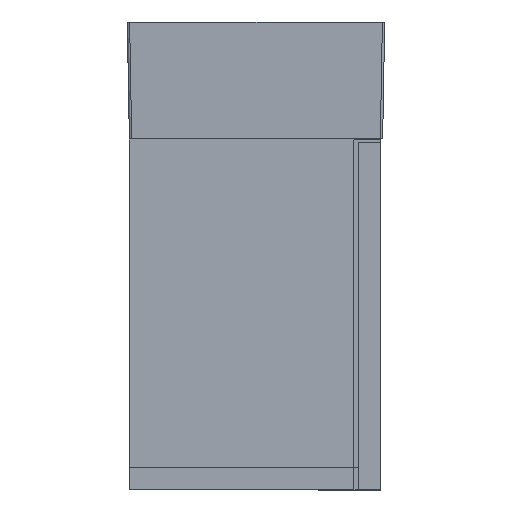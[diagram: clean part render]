
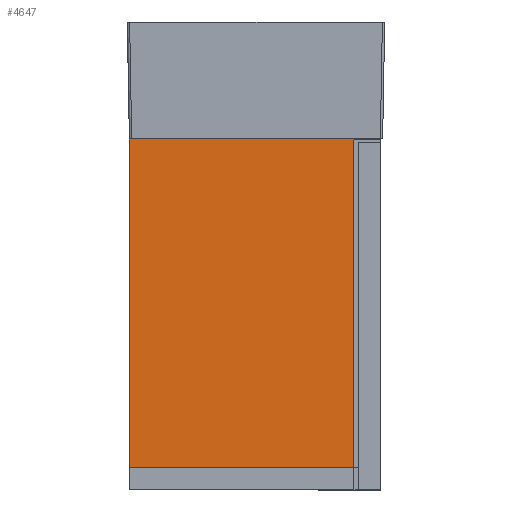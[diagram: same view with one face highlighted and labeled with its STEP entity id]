
A CAD part, left-side view. The second image highlights one B-rep face of the part: STEP entity #4647.
In plain terms, the highlighted planar face has unit normal (-1, 0, 0).
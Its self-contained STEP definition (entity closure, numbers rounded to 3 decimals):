
#502=FACE_OUTER_BOUND('',#775,.T.);
#775=EDGE_LOOP('',(#3656,#3657,#3658,#3659));
#1249=LINE('',#7007,#1719);
#1253=LINE('',#7015,#1723);
#1256=LINE('',#7021,#1726);
#1259=LINE('',#7026,#1729);
#1719=VECTOR('',#5754,1.);
#1723=VECTOR('',#5760,1.);
#1726=VECTOR('',#5765,1.);
#1729=VECTOR('',#5770,1.);
#2091=VERTEX_POINT('',#7005);
#2092=VERTEX_POINT('',#7006);
#2095=VERTEX_POINT('',#7014);
#2097=VERTEX_POINT('',#7020);
#2635=EDGE_CURVE('',#2091,#2092,#1249,.T.);
#2639=EDGE_CURVE('',#2095,#2091,#1253,.T.);
#2642=EDGE_CURVE('',#2097,#2095,#1256,.T.);
#2645=EDGE_CURVE('',#2092,#2097,#1259,.T.);
#3656=ORIENTED_EDGE('',*,*,#2645,.F.);
#3657=ORIENTED_EDGE('',*,*,#2635,.F.);
#3658=ORIENTED_EDGE('',*,*,#2639,.F.);
#3659=ORIENTED_EDGE('',*,*,#2642,.F.);
#4481=PLANE('',#4976);
#4647=ADVANCED_FACE('',(#502),#4481,.F.);
#4976=AXIS2_PLACEMENT_3D('',#7029,#5774,#5775);
#5754=DIRECTION('',(0.,0.,-1.));
#5760=DIRECTION('',(0.,-1.,0.));
#5765=DIRECTION('',(0.,0.,1.));
#5770=DIRECTION('',(0.,1.,0.));
#5774=DIRECTION('center_axis',(1.,0.,0.));
#5775=DIRECTION('ref_axis',(0.,0.,-1.));
#7005=CARTESIAN_POINT('',(0.,-192.,300.));
#7006=CARTESIAN_POINT('',(0.,-192.,19.));
#7007=CARTESIAN_POINT('',(0.,-192.,300.));
#7014=CARTESIAN_POINT('',(0.,0.,300.));
#7015=CARTESIAN_POINT('',(0.,0.,300.));
#7020=CARTESIAN_POINT('',(0.,0.,19.));
#7021=CARTESIAN_POINT('',(0.,0.,19.));
#7026=CARTESIAN_POINT('',(0.,-192.,19.));
#7029=CARTESIAN_POINT('Origin',(0.,-96.,159.5));
